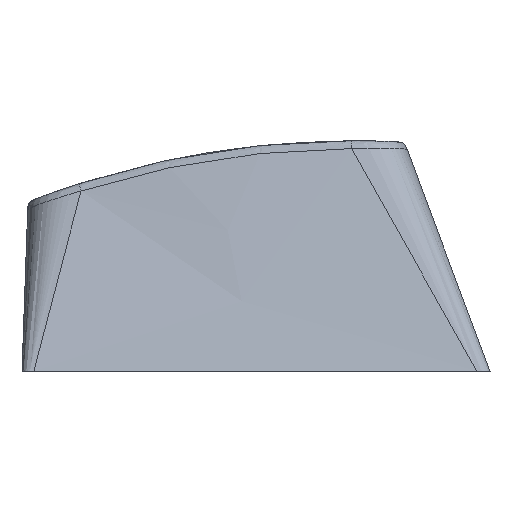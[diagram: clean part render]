
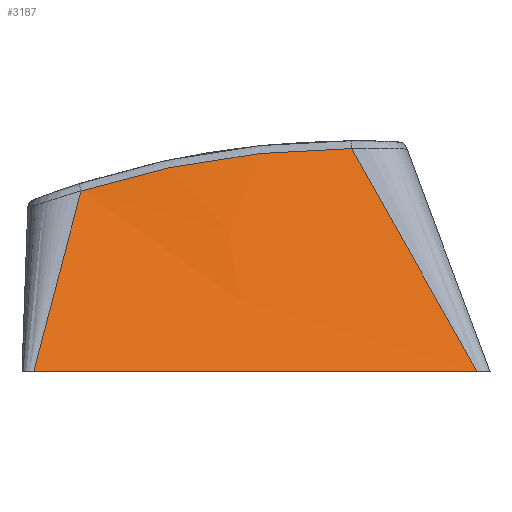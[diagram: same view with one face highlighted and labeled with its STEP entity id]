
A CAD part, left-side view. The second image highlights one B-rep face of the part: STEP entity #3187.
In plain terms, the highlighted free-form (B-spline) face has degree [3, 2] with [4, 3] control points.
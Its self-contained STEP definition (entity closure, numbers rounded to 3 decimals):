
#15=(
BOUNDED_SURFACE()
B_SPLINE_SURFACE(3,2,((#5156,#5157,#5158),(#5159,#5160,#5161),(#5162,#5163,
#5164),(#5165,#5166,#5167)),.UNSPECIFIED.,.F.,.F.,.F.)
B_SPLINE_SURFACE_WITH_KNOTS((4,4),(3,3),(0.,9.938),(-18.1,0.),
 .UNSPECIFIED.)
GEOMETRIC_REPRESENTATION_ITEM()
RATIONAL_B_SPLINE_SURFACE(((1.,0.977,1.),(1.,0.985,1.),(1.,
0.992,1.),(1.,1.,1.)))
REPRESENTATION_ITEM('')
SURFACE()
);
#180=FACE_OUTER_BOUND('',#368,.T.);
#368=EDGE_LOOP('',(#2352,#2353,#2354,#2355));
#530=B_SPLINE_CURVE_WITH_KNOTS('',3,(#5169,#5170,#5171,#5172,#5173,#5174,
#5175),.UNSPECIFIED.,.F.,.F.,(4,3,4),(0.019,0.24,8.103),
 .UNSPECIFIED.);
#531=B_SPLINE_CURVE_WITH_KNOTS('',3,(#5177,#5178,#5179,#5180),
 .UNSPECIFIED.,.F.,.F.,(4,4),(-0.442,10.007),
 .UNSPECIFIED.);
#532=B_SPLINE_CURVE_WITH_KNOTS('',3,(#5181,#5182,#5183,#5184,#5185,#5186,
#5187,#5188,#5189,#5190,#5191,#5192,#5193,#5194,#5195,#5196,#5197,#5198,
#5199,#5200,#5201,#5202,#5203,#5204,#5205),.UNSPECIFIED.,.F.,.F.,(4,3,3,
3,3,3,3,3,4),(-0.184,1.101,2.353,3.654,
4.955,6.396,7.848,9.319,10.402),
 .UNSPECIFIED.);
#731=LINE('',#4772,#1068);
#1068=VECTOR('',#3829,10.);
#1401=VERTEX_POINT('',#4756);
#1402=VERTEX_POINT('',#4771);
#1440=VERTEX_POINT('',#5168);
#1441=VERTEX_POINT('',#5176);
#1740=EDGE_CURVE('',#1401,#1402,#731,.F.);
#1791=EDGE_CURVE('',#1440,#1402,#530,.F.);
#1792=EDGE_CURVE('',#1401,#1441,#531,.F.);
#1793=EDGE_CURVE('',#1441,#1440,#532,.F.);
#2352=ORIENTED_EDGE('',*,*,#1791,.T.);
#2353=ORIENTED_EDGE('',*,*,#1740,.F.);
#2354=ORIENTED_EDGE('',*,*,#1792,.T.);
#2355=ORIENTED_EDGE('',*,*,#1793,.T.);
#3187=ADVANCED_FACE('',(#180),#15,.T.);
#3829=DIRECTION('',(0.,-1.,0.));
#4756=CARTESIAN_POINT('',(-66.2,-8.546,0.));
#4771=CARTESIAN_POINT('',(-66.2,8.596,0.));
#4772=CARTESIAN_POINT('',(-66.2,8.596,0.));
#5156=CARTESIAN_POINT('Ctrl Pts',(-63.175,8.821,6.551));
#5157=CARTESIAN_POINT('Ctrl Pts',(-63.175,1.792,9.295));
#5158=CARTESIAN_POINT('Ctrl Pts',(-63.175,-5.741,8.861));
#5159=CARTESIAN_POINT('Ctrl Pts',(-64.183,8.897,4.368));
#5160=CARTESIAN_POINT('Ctrl Pts',(-64.199,1.185,6.148));
#5161=CARTESIAN_POINT('Ctrl Pts',(-64.183,-6.844,5.907));
#5162=CARTESIAN_POINT('Ctrl Pts',(-65.192,8.974,2.184));
#5163=CARTESIAN_POINT('Ctrl Pts',(-65.207,0.588,3.05));
#5164=CARTESIAN_POINT('Ctrl Pts',(-65.192,-7.947,2.954));
#5165=CARTESIAN_POINT('Ctrl Pts',(-66.2,9.05,0.));
#5166=CARTESIAN_POINT('Ctrl Pts',(-66.2,0.,
0.));
#5167=CARTESIAN_POINT('Ctrl Pts',(-66.2,-9.05,0.));
#5168=CARTESIAN_POINT('',(-63.299,6.766,6.976));
#5169=CARTESIAN_POINT('Ctrl Pts',(-66.2,8.596,0.));
#5170=CARTESIAN_POINT('Ctrl Pts',(-66.171,8.579,0.064));
#5171=CARTESIAN_POINT('Ctrl Pts',(-66.142,8.562,0.127));
#5172=CARTESIAN_POINT('Ctrl Pts',(-66.114,8.545,0.191));
#5173=CARTESIAN_POINT('Ctrl Pts',(-65.093,7.945,2.454));
#5174=CARTESIAN_POINT('Ctrl Pts',(-64.151,7.351,4.715));
#5175=CARTESIAN_POINT('Ctrl Pts',(-63.299,6.766,6.976));
#5176=CARTESIAN_POINT('',(-63.279,-3.696,8.612));
#5177=CARTESIAN_POINT('Ctrl Pts',(-63.279,-3.696,8.612));
#5178=CARTESIAN_POINT('Ctrl Pts',(-64.254,-5.316,5.737));
#5179=CARTESIAN_POINT('Ctrl Pts',(-65.222,-6.93,2.869));
#5180=CARTESIAN_POINT('Ctrl Pts',(-66.2,-8.546,0.));
#5181=CARTESIAN_POINT('Ctrl Pts',(-63.299,6.766,6.976));
#5182=CARTESIAN_POINT('Ctrl Pts',(-63.297,6.356,7.106));
#5183=CARTESIAN_POINT('Ctrl Pts',(-63.295,5.943,7.229));
#5184=CARTESIAN_POINT('Ctrl Pts',(-63.293,5.529,7.344));
#5185=CARTESIAN_POINT('Ctrl Pts',(-63.291,5.125,7.456));
#5186=CARTESIAN_POINT('Ctrl Pts',(-63.29,4.719,7.561));
#5187=CARTESIAN_POINT('Ctrl Pts',(-63.288,4.312,7.658));
#5188=CARTESIAN_POINT('Ctrl Pts',(-63.287,3.888,7.759));
#5189=CARTESIAN_POINT('Ctrl Pts',(-63.285,3.462,7.853));
#5190=CARTESIAN_POINT('Ctrl Pts',(-63.284,3.035,7.938));
#5191=CARTESIAN_POINT('Ctrl Pts',(-63.283,2.608,8.024));
#5192=CARTESIAN_POINT('Ctrl Pts',(-63.282,2.179,8.101));
#5193=CARTESIAN_POINT('Ctrl Pts',(-63.281,1.749,8.17));
#5194=CARTESIAN_POINT('Ctrl Pts',(-63.281,1.273,8.247));
#5195=CARTESIAN_POINT('Ctrl Pts',(-63.28,0.795,8.314));
#5196=CARTESIAN_POINT('Ctrl Pts',(-63.279,0.316,8.371));
#5197=CARTESIAN_POINT('Ctrl Pts',(-63.279,-0.166,
8.428));
#5198=CARTESIAN_POINT('Ctrl Pts',(-63.279,-0.649,
8.475));
#5199=CARTESIAN_POINT('Ctrl Pts',(-63.278,-1.134,8.512));
#5200=CARTESIAN_POINT('Ctrl Pts',(-63.278,-1.624,8.549));
#5201=CARTESIAN_POINT('Ctrl Pts',(-63.278,-2.116,8.576));
#5202=CARTESIAN_POINT('Ctrl Pts',(-63.278,-2.608,8.593));
#5203=CARTESIAN_POINT('Ctrl Pts',(-63.278,-2.971,8.605));
#5204=CARTESIAN_POINT('Ctrl Pts',(-63.278,-3.333,8.611));
#5205=CARTESIAN_POINT('Ctrl Pts',(-63.279,-3.696,8.612));
